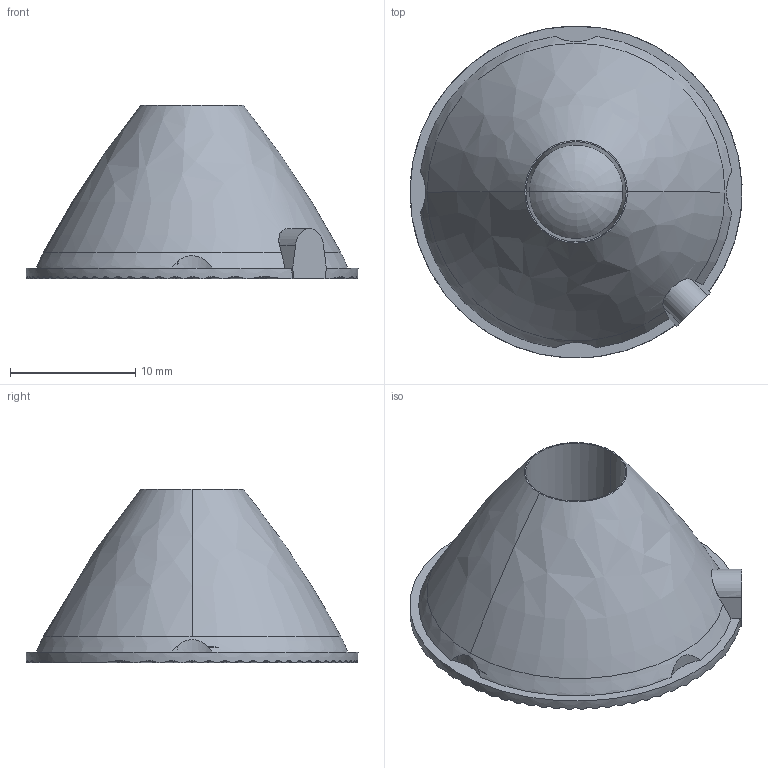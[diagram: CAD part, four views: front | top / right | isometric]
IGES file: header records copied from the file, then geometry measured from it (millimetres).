
Start section:  PTC IGES file: 60368-for-download.igs
Global section: file name: 60368-for-download.igs; native system: Pro/ENGINEER by Parametric Technology Corporation; preprocessor: 2004150; author: RL; organization: Unknown; date: 050620.134946; units: millimetre
Bounding box: 26.49 x 26.49 x 13.85 mm (x, y, z)
Surface area: 1782.3 mm2 (no closed solid volume)
Topology: 0 solids, 0 shells, 73 faces, 416 edges, 414 vertices
Faces by surface type: extrusion 51, revolution 13, bspline 9
